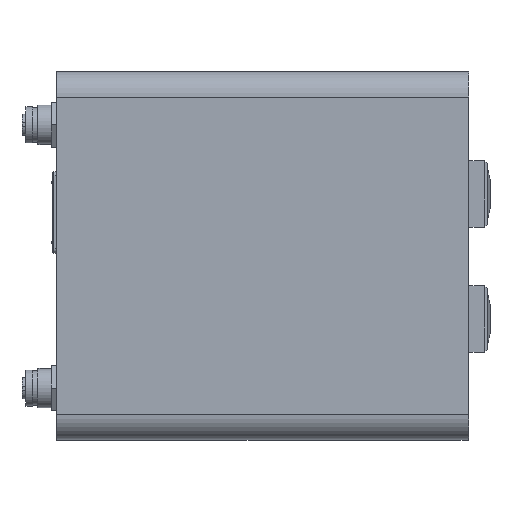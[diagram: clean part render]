
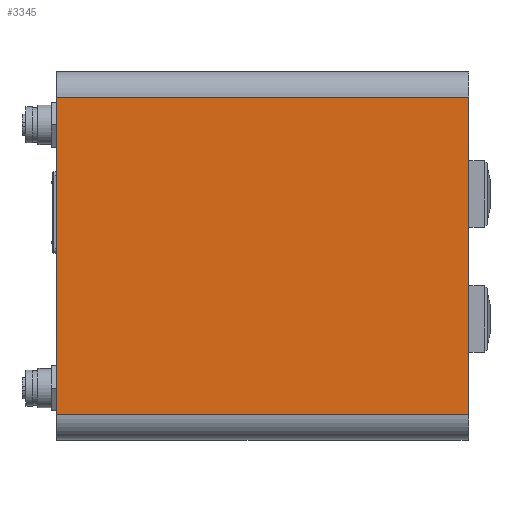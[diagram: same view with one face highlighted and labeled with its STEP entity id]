
A CAD part, top view. The second image highlights one B-rep face of the part: STEP entity #3345.
In plain terms, the highlighted planar face has unit normal (0, 0, 1).
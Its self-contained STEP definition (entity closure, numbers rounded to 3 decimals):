
#405=FACE_OUTER_BOUND('',#624,.T.);
#624=EDGE_LOOP('',(#2822,#2823,#2824,#2825));
#918=LINE('',#5410,#1239);
#934=LINE('',#5454,#1255);
#953=LINE('',#5502,#1274);
#954=LINE('',#5504,#1275);
#1239=VECTOR('',#4479,1000.);
#1255=VECTOR('',#4511,1000.);
#1274=VECTOR('',#4566,1000.);
#1275=VECTOR('',#4569,1000.);
#1528=VERTEX_POINT('',#5407);
#1529=VERTEX_POINT('',#5409);
#1548=VERTEX_POINT('',#5451);
#1549=VERTEX_POINT('',#5453);
#1942=EDGE_CURVE('',#1529,#1528,#918,.F.);
#1962=EDGE_CURVE('',#1548,#1549,#934,.F.);
#1992=EDGE_CURVE('',#1529,#1548,#953,.T.);
#1993=EDGE_CURVE('',#1528,#1549,#954,.F.);
#2822=ORIENTED_EDGE('',*,*,#1962,.F.);
#2823=ORIENTED_EDGE('',*,*,#1992,.F.);
#2824=ORIENTED_EDGE('',*,*,#1942,.T.);
#2825=ORIENTED_EDGE('',*,*,#1993,.T.);
#2980=PLANE('',#3662);
#3345=ADVANCED_FACE('',(#405),#2980,.T.);
#3662=AXIS2_PLACEMENT_3D('',#5503,#4567,#4568);
#4479=DIRECTION('',(0.,1.,0.));
#4511=DIRECTION('',(0.,1.,0.));
#4566=DIRECTION('',(1.,0.,0.));
#4567=DIRECTION('center_axis',(0.,0.,
1.));
#4568=DIRECTION('ref_axis',(0.,1.,0.));
#4569=DIRECTION('',(-1.,0.,0.));
#5407=CARTESIAN_POINT('',(-77.5,-59.5,66.5));
#5409=CARTESIAN_POINT('',(-77.5,59.9,66.5));
#5410=CARTESIAN_POINT('',(-77.5,59.9,66.5));
#5451=CARTESIAN_POINT('',(77.5,59.9,66.5));
#5453=CARTESIAN_POINT('',(77.5,-59.5,66.5));
#5454=CARTESIAN_POINT('',(77.5,59.9,66.5));
#5502=CARTESIAN_POINT('',(-77.5,59.9,66.5));
#5503=CARTESIAN_POINT('Origin',(-77.5,59.9,66.5));
#5504=CARTESIAN_POINT('',(-77.5,-59.5,66.5));
